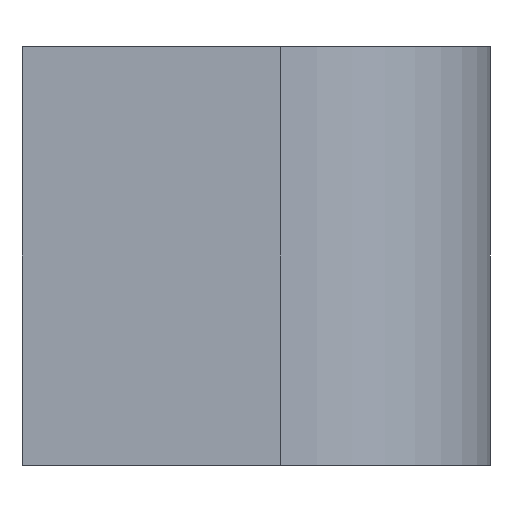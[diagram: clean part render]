
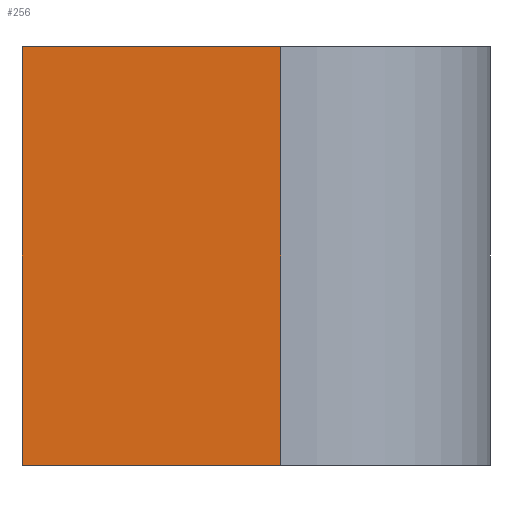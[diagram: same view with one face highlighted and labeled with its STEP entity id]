
A CAD part, left-side view. The second image highlights one B-rep face of the part: STEP entity #256.
In plain terms, the highlighted planar face has unit normal (-1, 0, 0).
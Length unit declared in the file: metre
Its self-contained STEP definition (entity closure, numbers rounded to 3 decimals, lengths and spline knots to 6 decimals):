
#23=LINE('',#413,#37);
#28=LINE('',#435,#42);
#30=LINE('',#439,#44);
#33=LINE('',#444,#47);
#37=VECTOR('',#329,1.);
#42=VECTOR('',#350,1.);
#44=VECTOR('',#354,1.);
#47=VECTOR('',#361,1.);
#78=ORIENTED_EDGE('',*,*,#126,.T.);
#79=ORIENTED_EDGE('',*,*,#131,.T.);
#80=ORIENTED_EDGE('',*,*,#115,.T.);
#81=ORIENTED_EDGE('',*,*,#128,.F.);
#115=EDGE_CURVE('',#146,#145,#23,.T.);
#126=EDGE_CURVE('',#155,#154,#28,.T.);
#128=EDGE_CURVE('',#155,#145,#30,.T.);
#131=EDGE_CURVE('',#154,#146,#33,.F.);
#145=VERTEX_POINT('',#412);
#146=VERTEX_POINT('',#414);
#154=VERTEX_POINT('',#434);
#155=VERTEX_POINT('',#436);
#189=EDGE_LOOP('',(#78,#79,#80,#81));
#221=FACE_BOUND('',#189,.T.);
#247=PLANE('',#296);
#256=ADVANCED_FACE('',(#221),#247,.F.);
#296=AXIS2_PLACEMENT_3D('',#443,#359,#360);
#329=DIRECTION('',(0.,1.,0.));
#350=DIRECTION('',(0.,-1.,0.));
#354=DIRECTION('',(0.,0.,1.));
#359=DIRECTION('',(1.,0.,0.));
#360=DIRECTION('',(0.,1.,0.));
#361=DIRECTION('',(0.,0.,-1.));
#412=CARTESIAN_POINT('',(-0.01,-0.0384,0.0125));
#413=CARTESIAN_POINT('',(-0.01,-0.042875,0.0125));
#414=CARTESIAN_POINT('',(-0.01,-0.04335,0.0125));
#434=CARTESIAN_POINT('',(-0.01,-0.04335,0.0045));
#435=CARTESIAN_POINT('',(-0.01,-0.042875,0.0045));
#436=CARTESIAN_POINT('',(-0.01,-0.0384,0.0045));
#439=CARTESIAN_POINT('',(-0.01,-0.0384,0.0085));
#443=CARTESIAN_POINT('',(-0.01,-0.020675,0.0085));
#444=CARTESIAN_POINT('',(-0.01,-0.04335,0.0085));
